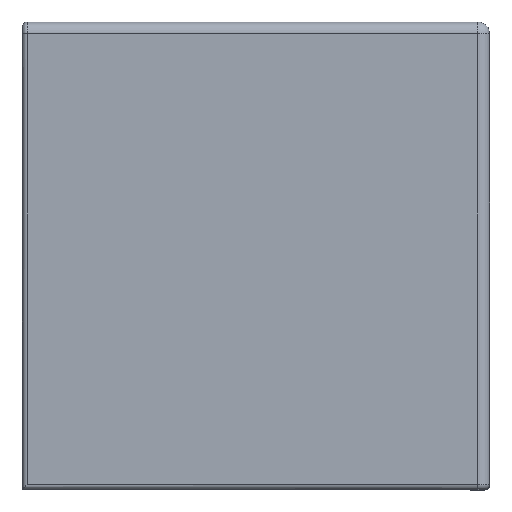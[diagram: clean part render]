
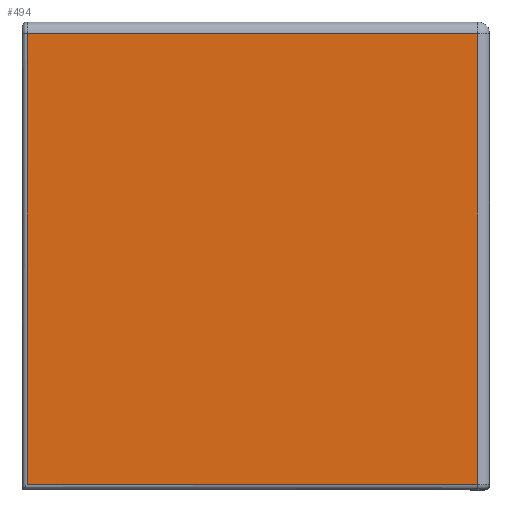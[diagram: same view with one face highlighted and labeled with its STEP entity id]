
A CAD part, top view. The second image highlights one B-rep face of the part: STEP entity #494.
In plain terms, the highlighted planar face has unit normal (0, 0, 1).
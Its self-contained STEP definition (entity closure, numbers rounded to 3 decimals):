
#157=CARTESIAN_POINT('',(19.0,-19.6,0.0));
#158=VERTEX_POINT('',#157);
#200=CARTESIAN_POINT('',(-19.6,-19.6,0.0));
#201=VERTEX_POINT('',#200);
#202=CARTESIAN_POINT('',(19.0,-19.6,0.0));
#203=DIRECTION('',(-1.0,0.0,0.0));
#204=VECTOR('',#203,38.6);
#205=LINE('',#202,#204);
#206=EDGE_CURVE('',#158,#201,#205,.T.);
#223=CARTESIAN_POINT('',(-19.6,19.0,0.0));
#224=VERTEX_POINT('',#223);
#225=CARTESIAN_POINT('',(-19.6,-19.6,0.0));
#226=DIRECTION('',(0.0,1.0,0.0));
#227=VECTOR('',#226,38.6);
#228=LINE('',#225,#227);
#229=EDGE_CURVE('',#201,#224,#228,.T.);
#459=CARTESIAN_POINT('',(19.0,19.0,0.0));
#460=VERTEX_POINT('',#459);
#461=CARTESIAN_POINT('',(-19.6,19.0,0.0));
#462=DIRECTION('',(1.0,0.0,0.0));
#463=VECTOR('',#462,38.6);
#464=LINE('',#461,#463);
#465=EDGE_CURVE('',#224,#460,#464,.T.);
#478=CARTESIAN_POINT('',(0.0,0.0,0.0));
#479=DIRECTION('',(0.0,0.0,1.0));
#480=DIRECTION('',(1.0,0.0,0.0));
#481=AXIS2_PLACEMENT_3D('',#478,#479,#480);
#482=PLANE('',#481);
#483=ORIENTED_EDGE('',*,*,#229,.F.);
#484=ORIENTED_EDGE('',*,*,#206,.F.);
#485=CARTESIAN_POINT('',(19.0,19.0,0.0));
#486=DIRECTION('',(0.0,-1.0,0.0));
#487=VECTOR('',#486,38.6);
#488=LINE('',#485,#487);
#489=EDGE_CURVE('',#460,#158,#488,.T.);
#490=ORIENTED_EDGE('',*,*,#489,.F.);
#491=ORIENTED_EDGE('',*,*,#465,.F.);
#492=EDGE_LOOP('',(#483,#484,#490,#491));
#493=FACE_OUTER_BOUND('',#492,.T.);
#494=ADVANCED_FACE('',(#493),#482,.T.);
